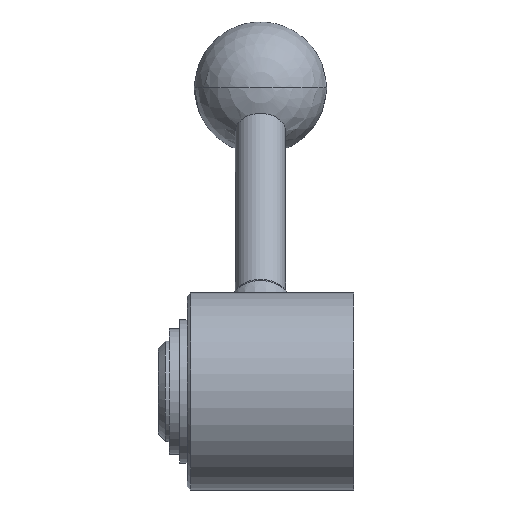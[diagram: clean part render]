
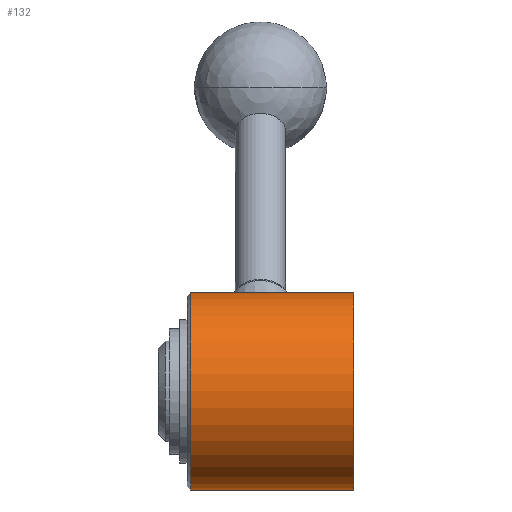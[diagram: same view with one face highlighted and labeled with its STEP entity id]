
A CAD part, top view. The second image highlights one B-rep face of the part: STEP entity #132.
In plain terms, the highlighted cylindrical face has radius 27.5 mm (diameter 55 mm), a partial arc.
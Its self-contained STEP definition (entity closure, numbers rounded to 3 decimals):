
#132 = ADVANCED_FACE( '', ( #268 ), #269, .T. );
#268 = FACE_OUTER_BOUND( '', #417, .T. );
#269 = CYLINDRICAL_SURFACE( '', #418, 27.5 );
#417 = EDGE_LOOP( '', ( #842, #843, #844, #845 ) );
#418 = AXIS2_PLACEMENT_3D( '', #846, #847, #848 );
#842 = ORIENTED_EDGE( '', *, *, #931, .T. );
#843 = ORIENTED_EDGE( '', *, *, #1038, .F. );
#844 = ORIENTED_EDGE( '', *, *, #933, .T. );
#845 = ORIENTED_EDGE( '', *, *, #1037, .T. );
#846 = CARTESIAN_POINT( '', ( -22.75, 0., 0. ) );
#847 = DIRECTION( '', ( 1., 0., 0. ) );
#848 = DIRECTION( '', ( 0., 1., 0. ) );
#931 = EDGE_CURVE( '', #1084, #1076, #1085, .T. );
#933 = EDGE_CURVE( '', #1079, #1086, #1088, .T. );
#1037 = EDGE_CURVE( '', #1086, #1084, #1255, .T. );
#1038 = EDGE_CURVE( '', #1079, #1076, #1256, .T. );
#1076 = VERTEX_POINT( '', #1302 );
#1079 = VERTEX_POINT( '', #1306 );
#1084 = VERTEX_POINT( '', #1312 );
#1085 = LINE( '', #1313, #1314 );
#1086 = VERTEX_POINT( '', #1315 );
#1088 = LINE( '', #1317, #1318 );
#1255 = CIRCLE( '', #1598, 27.5 );
#1256 = CIRCLE( '', #1599, 27.5 );
#1302 = CARTESIAN_POINT( '', ( -45.5, 27.5, 0. ) );
#1306 = CARTESIAN_POINT( '', ( -45.5, -27.5, 0. ) );
#1312 = CARTESIAN_POINT( '', ( 0., 27.5, 0. ) );
#1313 = CARTESIAN_POINT( '', ( -22.75, 27.5, 0. ) );
#1314 = VECTOR( '', #1645, 1. );
#1315 = CARTESIAN_POINT( '', ( 0., -27.5, 0. ) );
#1317 = CARTESIAN_POINT( '', ( -22.75, -27.5, 0. ) );
#1318 = VECTOR( '', #1649, 1. );
#1598 = AXIS2_PLACEMENT_3D( '', #1858, #1859, #1860 );
#1599 = AXIS2_PLACEMENT_3D( '', #1861, #1862, #1863 );
#1645 = DIRECTION( '', ( -1., 0., 0. ) );
#1649 = DIRECTION( '', ( 1., 0., 0. ) );
#1858 = CARTESIAN_POINT( '', ( 0., 0., 0. ) );
#1859 = DIRECTION( '', ( -1., 0., 0. ) );
#1860 = DIRECTION( '', ( 0., 1., 0. ) );
#1861 = CARTESIAN_POINT( '', ( -45.5, 0., 0. ) );
#1862 = DIRECTION( '', ( -1., 0., 0. ) );
#1863 = DIRECTION( '', ( 0., 1., 0. ) );
